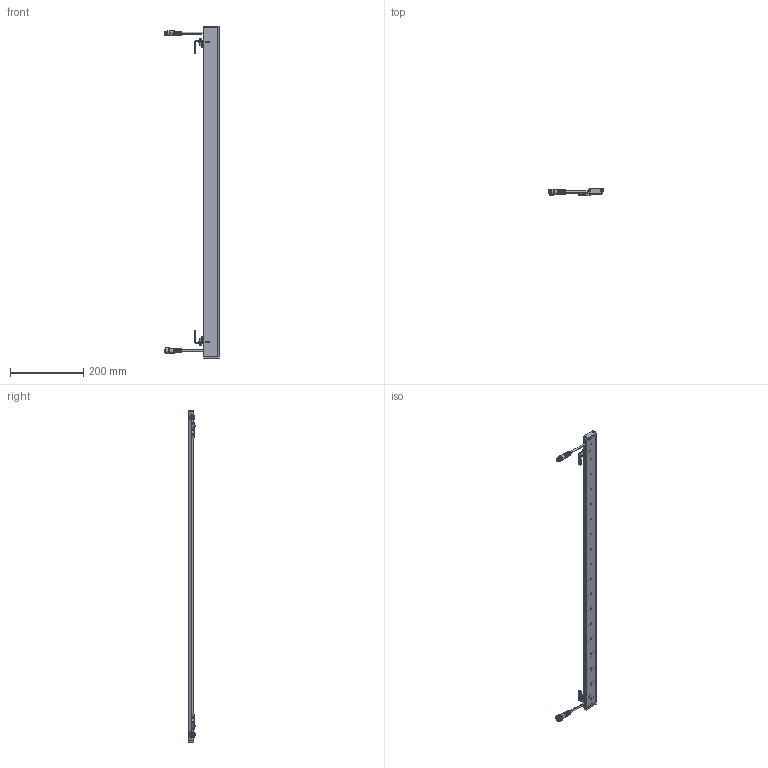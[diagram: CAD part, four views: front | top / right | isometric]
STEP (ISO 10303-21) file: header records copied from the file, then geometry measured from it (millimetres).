
FILE_DESCRIPTION (( 'STEP AP214' ), '1' );
FILE_NAME ('900.STEP', '2024-04-18T09:10:07', ( '' ), ( '' ), 'SwSTEP 2.0', 'SolidWorks 2021', '' );
FILE_SCHEMA (( 'AUTOMOTIVE_DESIGN' ));
Length unit declared in the file: millimetre
Products named in the file (21): Ñòåêëî çàêàëåííîå 2ìì 35õ295ìì_900; Êðîíøòåéí Pro line 2 — äðóãàÿ ñòîðîíà_300; 900; 鎔艜 襞旂 11738-84_M3x6 DIN912; ãàéêà-çàêëåïêà_M4; Ïëàòà 35õ285ìì ïîä çàëèâêó_900; 鎔艜 襞旂 11738-84_M3x14 DIN912; Ñáîðêà ëèíçà è ñâåòîäèîä ïîä çàëèâêó; ����� ���������� Pro line_�ࠢ��; ﾊ煇鳫 Pro line 2_300; Ñòåíêà Àðõèòåêòóðíûé àðõèòåêòîð óãëîâîé 5ìì ïðàâàÿ; ����� ���������� Pro line � ������ �������_�ࠢ��; Ïðîôèëü Àðõèòåêòóðíûé àðõèòåêòîð óãëîâîé_900; Ñòåíêà Àðõèòåêòóðíûé àðõèòåêòîð óãëîâîé 5ìì; plain washer normal grade a_iso_Washer ISO 7089 - 4; Jack  Male - ãåðìåòè÷íûé ðàçúåì; 鎔艜 襞旂 11738-84_M4x12 DIN912; Jack Female  - ãåðìåòè÷íûé ðàçúåì; Ñâåòîäèîä ïîä ôèãóðíóþ; PL135910R mech (123) ôèãóðíàÿ; Ñáîðêà ïëàòà ñî ñâåòîäèîäàìè ïîä çàëèâêó_900
Assembly tree (46 placements, depth 4):
  900
    Ïðîôèëü Àðõèòåêòóðíûé àðõèòåêòîð óãëîâîé_900
    Ñòåíêà Àðõèòåêòóðíûé àðõèòåêòîð óãëîâîé 5ìì
    Ñáîðêà ïëàòà ñî ñâåòîäèîäàìè ïîä çàëèâêó_900
      Ïëàòà 35õ285ìì ïîä çàëèâêó_900
      Ñáîðêà ëèíçà è ñâåòîäèîä ïîä çàëèâêó  x18
        PL135910R mech (123) ôèãóðíàÿ
        Ñâåòîäèîä ïîä ôèãóðíóþ
    Ñòåêëî çàêàëåííîå 2ìì 35õ295ìì_900
    Ñòåíêà Àðõèòåêòóðíûé àðõèòåêòîð óãëîâîé 5ìì ïðàâàÿ
    鎔艜 襞旂 11738-84_M3x14 DIN912  x4
    ﾊ煇鳫 Pro line 2_300
    ����� ���������� Pro line_�ࠢ��
    Êðîíøòåéí Pro line 2 — äðóãàÿ ñòîðîíà_300
    ����� ���������� Pro line � ������ �������_�ࠢ��
    鎔艜 襞旂 11738-84_M4x12 DIN912  x2
    ãàéêà-çàêëåïêà_M4  x2
    plain washer normal grade a_iso_Washer ISO 7089 - 4  x2
    鎔艜 襞旂 11738-84_M3x6 DIN912  x4
    Jack Female  - ãåðìåòè÷íûé ðàçúåì
    Jack  Male - ãåðìåòè÷íûé ðàçúåì
Bounding box: 149.55 x 19.85 x 905.1 mm (x, y, z)
Volume: 281118.7 mm3; surface area: 368637.3 mm2
Topology: 70 solids, 70 shells, 1539 faces, 3261 edges, 2005 vertices
Faces by surface type: plane 618, cylinder 427, torus 328, cone 166
Entity records: 29482 total; most frequent: DIRECTION 4679, CARTESIAN_POINT 4315, ORIENTED_EDGE 3738, AXIS2_PLACEMENT_3D 1969, EDGE_CURVE 1869, VERTEX_POINT 1145, CIRCLE 1078, EDGE_LOOP 978
